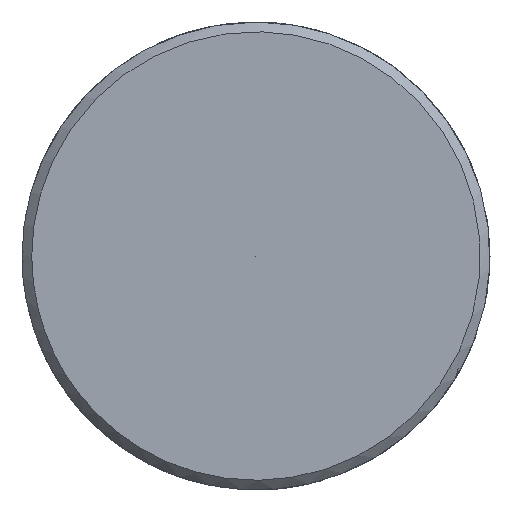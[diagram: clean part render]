
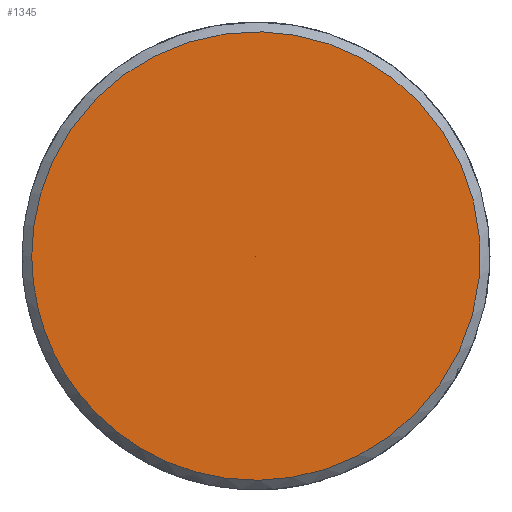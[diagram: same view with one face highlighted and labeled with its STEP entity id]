
A CAD part, left-side view. The second image highlights one B-rep face of the part: STEP entity #1345.
In plain terms, the highlighted free-form (B-spline) face has degree [5, 1] with [6, 2] control points.
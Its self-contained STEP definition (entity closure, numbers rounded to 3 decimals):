
#1273 = CARTESIAN_POINT ('', (-83., 5.75, 0.));
#1274 = VERTEX_POINT ('', #1273);
#1284 = CARTESIAN_POINT ('', (-83., 5.75, 0.));
#1285 = CARTESIAN_POINT ('', (-83., 5.75, 23.));
#1286 = CARTESIAN_POINT ('', (-83., -17.25, 11.5));
#1287 = CARTESIAN_POINT ('', (-83., -17.25, -11.5));
#1288 = CARTESIAN_POINT ('', (-83., 5.75, -23.));
#1289 = CARTESIAN_POINT ('', (-83., 5.75, 0.));
#1290 = (
   BOUNDED_CURVE ()
   B_SPLINE_CURVE (5, (#1284, #1285, #1286, #1287, #1288, #1289), .UNSPECIFIED., .T., .U.)
   B_SPLINE_CURVE_WITH_KNOTS ((6, 6), (0., 1.), .UNSPECIFIED.)
   CURVE ()
   GEOMETRIC_REPRESENTATION_ITEM ()
   RATIONAL_B_SPLINE_CURVE ((5., 1., 1., 1., 1., 5.))
   REPRESENTATION_ITEM ('')
);
#1291 = EDGE_CURVE ('', #1274, #1274, #1290, .T.);
#1321 = CARTESIAN_POINT ('', (-83., 0., 0.));
#1322 = VERTEX_POINT ('', #1321);
#1323 = CARTESIAN_POINT ('', (-83., 5.75, 0.));
#1324 = CARTESIAN_POINT ('', (-83., 0., 0.));
#1325 = B_SPLINE_CURVE_WITH_KNOTS ('', 1, (#1323, #1324), .UNSPECIFIED., .F., .U., (2, 2), (0., 1.), .UNSPECIFIED.);
#1326 = EDGE_CURVE ('', #1274, #1322, #1325, .T.);
#1327 = ORIENTED_EDGE ('', *, *, #1326, .F.);
#1328 = ORIENTED_EDGE ('', *, *, #1291, .T.);
#1329 = ORIENTED_EDGE ('', *, *, #1326, .T.);
#1330 = EDGE_LOOP ('', (#1327, #1328, #1329));
#1331 = FACE_OUTER_BOUND ('', #1330, .F.);
#1332 = CARTESIAN_POINT ('', (-83., 5.75, 0.));
#1333 = CARTESIAN_POINT ('', (-83., 0., 0.));
#1334 = CARTESIAN_POINT ('', (-83., 5.75, 23.));
#1335 = CARTESIAN_POINT ('', (-83., 0., 0.));
#1336 = CARTESIAN_POINT ('', (-83., -17.25, 11.5));
#1337 = CARTESIAN_POINT ('', (-83., 0., 0.));
#1338 = CARTESIAN_POINT ('', (-83., -17.25, -11.5));
#1339 = CARTESIAN_POINT ('', (-83., 0., 0.));
#1340 = CARTESIAN_POINT ('', (-83., 5.75, -23.));
#1341 = CARTESIAN_POINT ('', (-83., 0., 0.));
#1342 = CARTESIAN_POINT ('', (-83., 5.75, 0.));
#1343 = CARTESIAN_POINT ('', (-83., 0., 0.));
#1344 = (
   BOUNDED_SURFACE ()
   B_SPLINE_SURFACE (5, 1, ((#1332, #1333), (#1334, #1335), (#1336, #1337), (#1338, #1339), (#1340, #1341), (#1342, #1343)), .UNSPECIFIED., .T., .F., .U.)
   B_SPLINE_SURFACE_WITH_KNOTS ((6, 6), (2, 2), (0., 1.), (0., 1.), .UNSPECIFIED.)
   SURFACE ()
   GEOMETRIC_REPRESENTATION_ITEM ()
   RATIONAL_B_SPLINE_SURFACE (((5., 5.), (1., 1.), (1., 1.), (1., 1.), (1., 1.), (5., 5.)))
   REPRESENTATION_ITEM ('')
);
#1345 = ADVANCED_FACE ('', (#1331), #1344, .F.);
